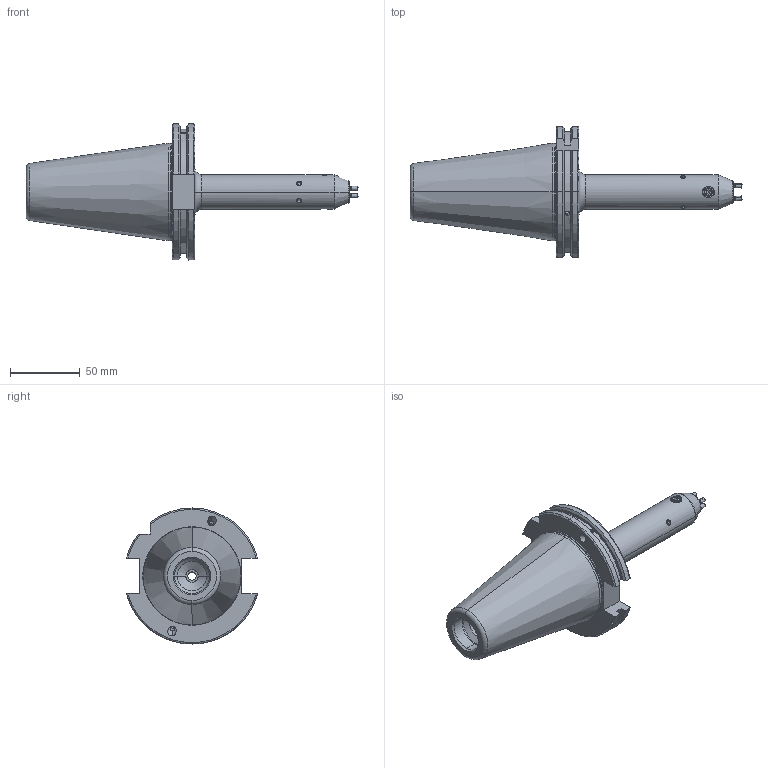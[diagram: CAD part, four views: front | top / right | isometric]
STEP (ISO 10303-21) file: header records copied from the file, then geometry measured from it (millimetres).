
FILE_DESCRIPTION (( 'STEP AP203' ), '1' );
FILE_NAME ('FWS509H-EKH06130.STEP', '2024-01-06T05:05:48', ( '' ), ( '' ), 'SwSTEP 2.0', 'SolidWorks 2023', '' );
FILE_SCHEMA (( 'CONFIG_CONTROL_DESIGN' ));
Length unit declared in the file: millimetre
Products named in the file (7): SK50EK06130FWW; GS-M4X4-COATING_DIN 913 - M4 x 4-N; GS-M3X5; FWS509H-EKH06130; GS-M4X4_DIN 913 - M4 x 4-N; GS-M6X10-DIN1835-B
Assembly tree (13 placements, depth 3):
  FWS509H-EKH06130
    SK50EK06130FWW
      SK50EK06130FWW
      GS-M6X10-DIN1835-B
      GS-M3X5  x4
      GS-M4X4_DIN 913 - M4 x 4-N  x4
      GS-M4X4-COATING_DIN 913 - M4 x 4-N  x2
Bounding box: 237.88 x 94.05 x 97.5 mm (x, y, z)
Volume: 380431.1 mm3; surface area: 56797.9 mm2
Topology: 12 solids, 12 shells, 539 faces, 1361 edges, 847 vertices
Faces by surface type: cone 230, plane 152, cylinder 133, torus 22, sphere 2
Entity records: 10903 total; most frequent: CARTESIAN_POINT 2985, DIRECTION 1524, ORIENTED_EDGE 1454, EDGE_CURVE 727, AXIS2_PLACEMENT_3D 607, VERTEX_POINT 456, EDGE_LOOP 317, VECTOR 310
